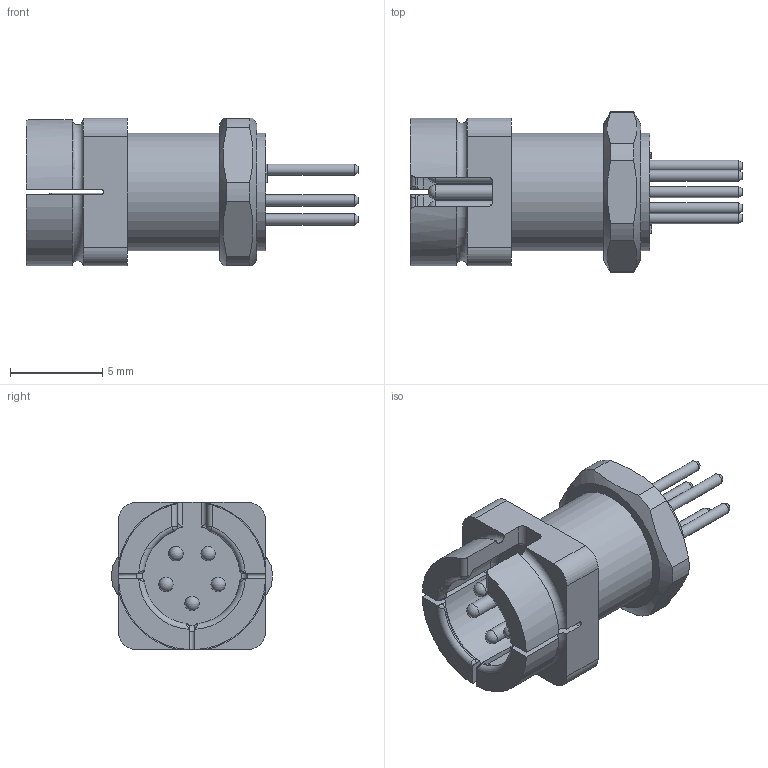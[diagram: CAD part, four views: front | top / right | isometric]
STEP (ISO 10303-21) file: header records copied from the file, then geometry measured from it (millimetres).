
FILE_DESCRIPTION(/* description */ (''),/* implementation_level */ '2;1');
FILE_NAME(/* name */ '09_9791_XX_05_002_01.stp',/* time_stamp */ '2016-05-24T10:49:09+02:00',/* author */ (''),/* organization */ (''),/* preprocessor_version */ 'ST-DEVELOPER v14',/* originating_system */ 'SIEMENS PLM Software NX 8.0',/* authorisation */ '');
FILE_SCHEMA (('AUTOMOTIVE_DESIGN { 1 0 10303 214 3 1 1 1 }'));
Length unit declared in the file: millimetre
Products named in the file (1): cerl11D41741o4gc
Bounding box: 18 x 8.69 x 8 mm (x, y, z)
Volume: 477.9 mm3; surface area: 750.7 mm2
Topology: 2 solids, 2 shells, 131 faces, 338 edges, 208 vertices
Faces by surface type: cylinder 49, plane 42, cone 13, torus 9, sphere 7, bspline 6, extrusion 5
Full cylindrical faces by diameter (mm): 0.6 x5, 0.78 x5, 5.385 x1, 6.35 x1
Entity records: 4486 total; most frequent: CARTESIAN_POINT 1614, ORIENTED_EDGE 582, DIRECTION 545, EDGE_CURVE 291, AXIS2_PLACEMENT_3D 218, VERTEX_POINT 198, EDGE_LOOP 167, ADVANCED_FACE 131
